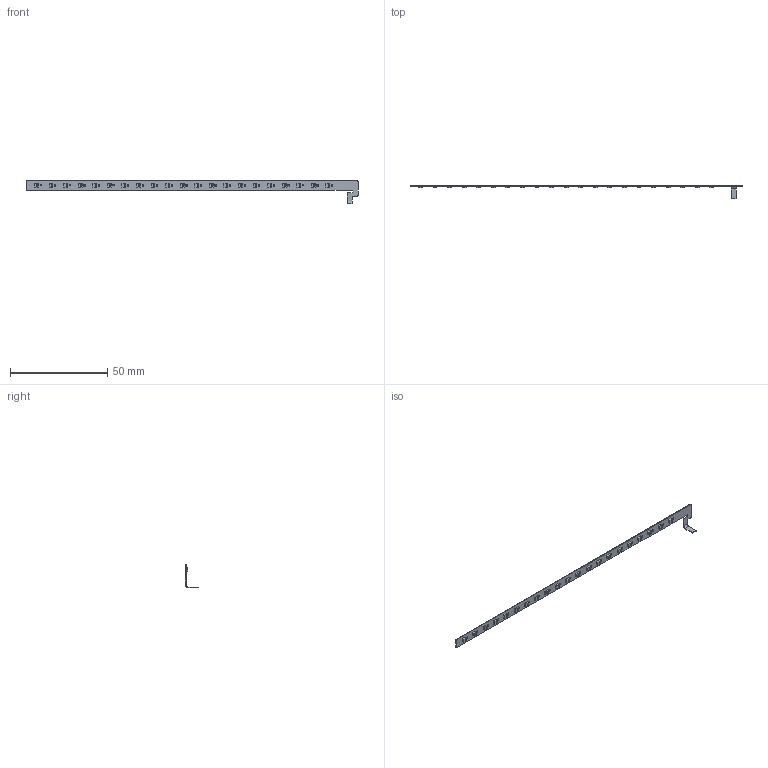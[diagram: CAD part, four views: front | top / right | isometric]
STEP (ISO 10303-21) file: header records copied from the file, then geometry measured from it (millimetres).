
FILE_DESCRIPTION(('Open CASCADE Model'),'2;1');
FILE_NAME('Open CASCADE Shape Model','2019-05-01T01:23:30',('Author'),( 'Open CASCADE'),'Open CASCADE STEP processor 6.8','Open CASCADE 6.8' ,'Unknown');
FILE_SCHEMA(('AUTOMOTIVE_DESIGN { 1 0 10303 214 1 1 1 1 }'));
Length unit declared in the file: millimetre
Products named in the file (58): PCB; Board; Open CASCADE STEP translator 6.8 1.1.1; Open CASCADE STEP translator 6.8 1.1.2; Open CASCADE STEP translator 6.8 1.1.3; Open CASCADE STEP translator 6.8 1.1.4; Open CASCADE STEP translator 6.8 1.1.5; U21; 6298887936; Extruded; 6298887536; 6298887056; 6298886656; U20; C21; 0402CAP; C20; U19; U18; U17; U16; U15; U14; U13; U12; U11; U10; U9; U8; U7; U6; U5; C19; C18; C17; C16; C15; C14; C13; C12 ...
Assembly tree (157 placements, depth 4):
  PCB
    Board
      Open CASCADE STEP translator 6.8 1.1.1
      Open CASCADE STEP translator 6.8 1.1.2
      Open CASCADE STEP translator 6.8 1.1.3
      Open CASCADE STEP translator 6.8 1.1.4
      Open CASCADE STEP translator 6.8 1.1.5
    U21
      6298887936
        Extruded
      6298887536
        Extruded
      6298887056
        Extruded
      6298886656
        Extruded
    U20
      6298887936
        Extruded
      6298887536
        Extruded
      6298887056
        Extruded
      6298886656
        Extruded
    C21
      0402CAP
    C20
      0402CAP
    U19
      6298886656
        Extruded
      6298887056
        Extruded
      6298887536
        Extruded
      6298887936
        Extruded
    U18
      6298887936
        Extruded
      6298887536
        Extruded
      6298887056
        Extruded
      6298886656
        Extruded
    U17
      6298886656
        Extruded
      6298887056
        Extruded
      6298887536
        Extruded
      6298887936
        Extruded
    U16
      6298887936
        Extruded
      6298887536
Bounding box: 170.88 x 6.87 x 12.27 mm (x, y, z)
Volume: 458 mm3; surface area: 2482.1 mm2
Topology: 110 solids, 110 shells, 2363 faces, 5442 edges, 3236 vertices
Faces by surface type: plane 1372, cylinder 424, bspline 399, sphere 168
Entity records: 9361 total; most frequent: CARTESIAN_POINT 2382, DIRECTION 1158, ORIENTED_EDGE 988, EDGE_CURVE 494, LINE 410, VECTOR 410, AXIS2_PLACEMENT_3D 374, VERTEX_POINT 316
